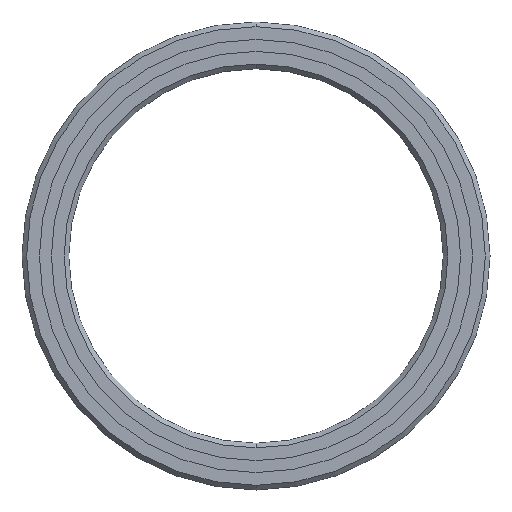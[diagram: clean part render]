
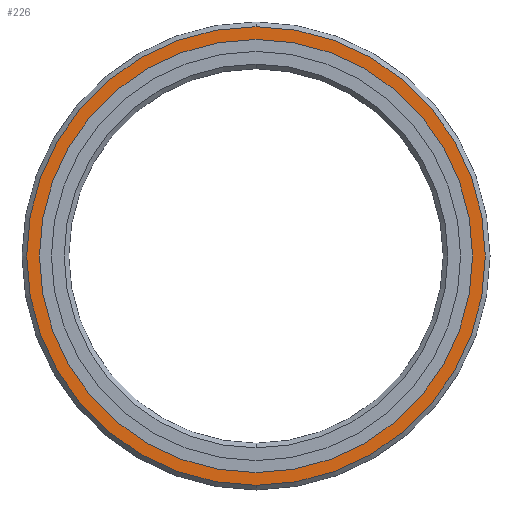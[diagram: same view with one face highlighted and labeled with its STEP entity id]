
A CAD part, front view. The second image highlights one B-rep face of the part: STEP entity #226.
In plain terms, the highlighted planar face has unit normal (0, -1, 0).
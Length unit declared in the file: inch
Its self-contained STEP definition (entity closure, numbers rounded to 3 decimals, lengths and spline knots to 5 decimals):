
#23 = AXIS2_PLACEMENT_3D ( 'NONE', #357, #670, #101 ) ;
#34 = VERTEX_POINT ( 'NONE', #160 ) ;
#35 = AXIS2_PLACEMENT_3D ( 'NONE', #253, #421, #196 ) ;
#36 = AXIS2_PLACEMENT_3D ( 'NONE', #198, #589, #482 ) ;
#64 = CIRCLE ( 'NONE', #75, 1.157 ) ;
#65 = EDGE_LOOP ( 'NONE', ( #398, #666 ) ) ;
#75 = AXIS2_PLACEMENT_3D ( 'NONE', #653, #243, #523 ) ;
#101 = DIRECTION ( 'NONE',  ( 0., 0., -1. ) ) ;
#103 = VERTEX_POINT ( 'NONE', #437 ) ;
#160 = CARTESIAN_POINT ( 'NONE',  ( 0., -0.125, 1.225 ) ) ;
#179 = DIRECTION ( 'NONE',  ( 0., 0., -1. ) ) ;
#191 = CARTESIAN_POINT ( 'NONE',  ( 0., -0.125, -1.157 ) ) ;
#196 = DIRECTION ( 'NONE',  ( 0., 0., -1. ) ) ;
#198 = CARTESIAN_POINT ( 'NONE',  ( 0., -0.125, 0. ) ) ;
#226 = ADVANCED_FACE ( 'NONE', ( #531, #247 ), #427, .T. ) ;
#243 = DIRECTION ( 'NONE',  ( 0., 1., 0. ) ) ;
#247 = FACE_BOUND ( 'NONE', #496, .T. ) ;
#253 = CARTESIAN_POINT ( 'NONE',  ( 0., -0.125, 1.25 ) ) ;
#265 = VERTEX_POINT ( 'NONE', #418 ) ;
#329 = EDGE_CURVE ( 'NONE', #265, #330, #424, .T. ) ;
#330 = VERTEX_POINT ( 'NONE', #191 ) ;
#357 = CARTESIAN_POINT ( 'NONE',  ( 0., -0.125, 0. ) ) ;
#382 = ORIENTED_EDGE ( 'NONE', *, *, #740, .T. ) ;
#389 = CARTESIAN_POINT ( 'NONE',  ( 0., -0.125, 0. ) ) ;
#398 = ORIENTED_EDGE ( 'NONE', *, *, #652, .T. ) ;
#418 = CARTESIAN_POINT ( 'NONE',  ( 0., -0.125, 1.157 ) ) ;
#421 = DIRECTION ( 'NONE',  ( 0., -1., 0. ) ) ;
#424 = CIRCLE ( 'NONE', #36, 1.157 ) ;
#427 = PLANE ( 'NONE',  #35 ) ;
#437 = CARTESIAN_POINT ( 'NONE',  ( 0., -0.125, -1.225 ) ) ;
#452 = DIRECTION ( 'NONE',  ( 0., -1., 0. ) ) ;
#479 = CIRCLE ( 'NONE', #714, 1.225 ) ;
#482 = DIRECTION ( 'NONE',  ( 0., 0., 1. ) ) ;
#496 = EDGE_LOOP ( 'NONE', ( #732, #382 ) ) ;
#519 = CIRCLE ( 'NONE', #23, 1.225 ) ;
#523 = DIRECTION ( 'NONE',  ( 0., 0., 1. ) ) ;
#531 = FACE_OUTER_BOUND ( 'NONE', #65, .T. ) ;
#589 = DIRECTION ( 'NONE',  ( 0., 1., 0. ) ) ;
#640 = EDGE_CURVE ( 'NONE', #103, #34, #519, .T. ) ;
#652 = EDGE_CURVE ( 'NONE', #34, #103, #479, .T. ) ;
#653 = CARTESIAN_POINT ( 'NONE',  ( 0., -0.125, 0. ) ) ;
#666 = ORIENTED_EDGE ( 'NONE', *, *, #640, .T. ) ;
#670 = DIRECTION ( 'NONE',  ( 0., -1., 0. ) ) ;
#714 = AXIS2_PLACEMENT_3D ( 'NONE', #389, #452, #179 ) ;
#732 = ORIENTED_EDGE ( 'NONE', *, *, #329, .T. ) ;
#740 = EDGE_CURVE ( 'NONE', #330, #265, #64, .T. ) ;
